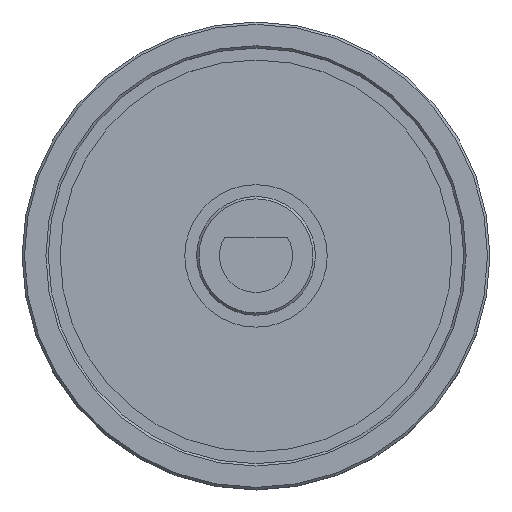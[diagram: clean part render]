
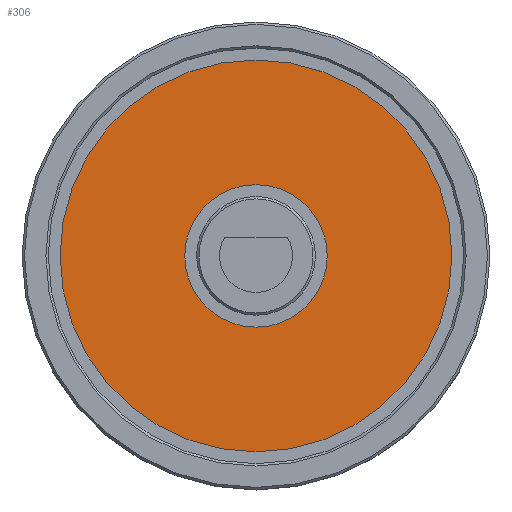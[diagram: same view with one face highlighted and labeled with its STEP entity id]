
A CAD part, top view. The second image highlights one B-rep face of the part: STEP entity #306.
In plain terms, the highlighted planar face has unit normal (0, 0, 1).
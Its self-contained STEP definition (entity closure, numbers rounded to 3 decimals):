
#19=FACE_BOUND('',#81,.T.);
#25=PLANE('',#363);
#54=FACE_OUTER_BOUND('',#80,.T.);
#80=EDGE_LOOP('',(#270));
#81=EDGE_LOOP('',(#271));
#131=CIRCLE('',#346,5.);
#139=CIRCLE('',#362,17.5);
#154=VERTEX_POINT('',#518);
#162=VERTEX_POINT('',#548);
#185=EDGE_CURVE('',#154,#154,#131,.T.);
#199=EDGE_CURVE('',#162,#162,#139,.T.);
#270=ORIENTED_EDGE('',*,*,#199,.F.);
#271=ORIENTED_EDGE('',*,*,#185,.F.);
#306=ADVANCED_FACE('',(#54,#19),#25,.T.);
#346=AXIS2_PLACEMENT_3D('',#520,#422,#423);
#362=AXIS2_PLACEMENT_3D('',#550,#460,#461);
#363=AXIS2_PLACEMENT_3D('',#551,#462,#463);
#422=DIRECTION('center_axis',(0.,0.,1.));
#423=DIRECTION('ref_axis',(-1.,0.,0.));
#460=DIRECTION('center_axis',(0.,0.,-1.));
#461=DIRECTION('ref_axis',(-1.,0.,0.));
#462=DIRECTION('center_axis',(0.,0.,1.));
#463=DIRECTION('ref_axis',(-1.,0.,0.));
#518=CARTESIAN_POINT('',(5.,0.,-10.));
#520=CARTESIAN_POINT('Origin',(0.,0.,-10.));
#548=CARTESIAN_POINT('',(17.5,0.,-10.));
#550=CARTESIAN_POINT('Origin',(0.,0.,
-10.));
#551=CARTESIAN_POINT('Origin',(0.,0.,-10.));
